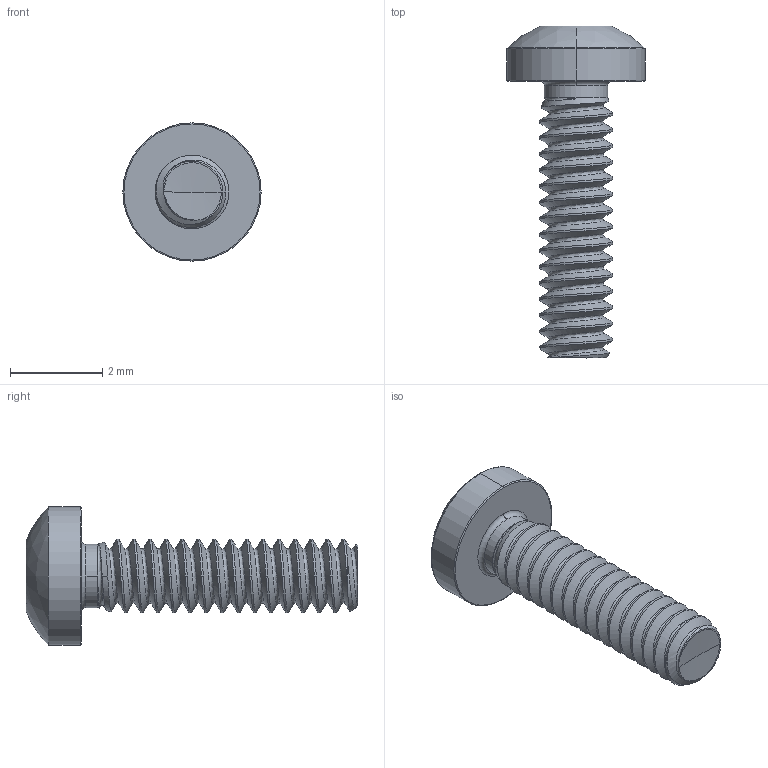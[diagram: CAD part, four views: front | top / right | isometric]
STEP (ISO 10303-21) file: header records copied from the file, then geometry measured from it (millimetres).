
FILE_DESCRIPTION (( 'STEP AP203' ), '1' );
FILE_NAME ('STM390160060.STEP', '2020-12-23T14:18:12', ( '' ), ( '' ), 'SwSTEP 2.0', 'SolidWorks 2015', '' );
FILE_SCHEMA (( 'CONFIG_CONTROL_DESIGN' ));
Length unit declared in the file: millimetre
Products named in the file (2): STM390160060
Bounding box: 3 x 7.2 x 3 mm (x, y, z)
Volume: 15.3 mm3; surface area: 67 mm2
Topology: 1 solids, 1 shells, 103 faces, 269 edges, 168 vertices
Faces by surface type: cylinder 54, bspline 18, torus 13, cone 11, sphere 4, plane 3
Entity records: 15554 total; most frequent: CARTESIAN_POINT 13242, ORIENTED_EDGE 534, DIRECTION 367, EDGE_CURVE 267, VERTEX_POINT 168, AXIS2_PLACEMENT_3D 152, EDGE_LOOP 105, ADVANCED_FACE 103
